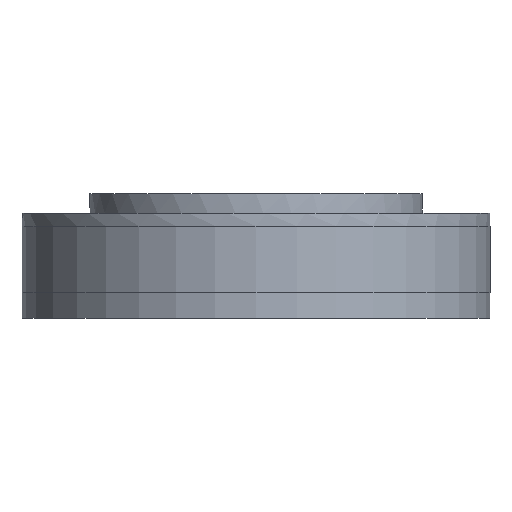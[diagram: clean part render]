
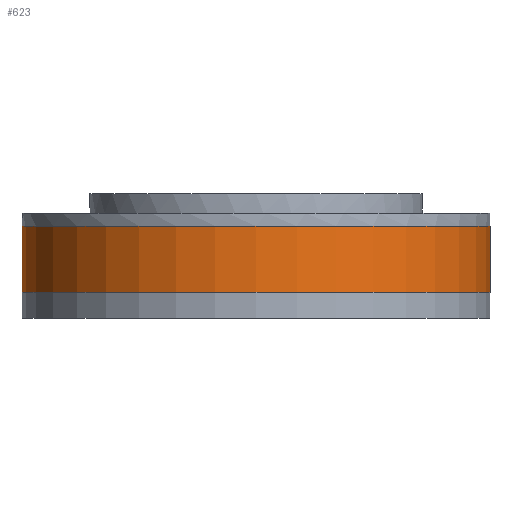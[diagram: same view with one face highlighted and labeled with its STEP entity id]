
A CAD part, front view. The second image highlights one B-rep face of the part: STEP entity #623.
In plain terms, the highlighted cylindrical face has radius 9 mm (diameter 18 mm), a full revolution.
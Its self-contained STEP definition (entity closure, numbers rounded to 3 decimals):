
#121=CYLINDRICAL_SURFACE('',#699,9.);
#156=CIRCLE('',#700,9.);
#157=CIRCLE('',#701,9.);
#206=VERTEX_POINT('',#1063);
#207=VERTEX_POINT('',#1065);
#304=EDGE_CURVE('',#206,#206,#156,.T.);
#305=EDGE_CURVE('',#207,#207,#157,.T.);
#416=ORIENTED_EDGE('',*,*,#304,.T.);
#417=ORIENTED_EDGE('',*,*,#305,.T.);
#496=EDGE_LOOP('',(#416));
#497=EDGE_LOOP('',(#417));
#576=FACE_BOUND('',#496,.T.);
#577=FACE_BOUND('',#497,.T.);
#623=ADVANCED_FACE('',(#576,#577),#121,.T.);
#699=AXIS2_PLACEMENT_3D('',#1061,#845,#846);
#700=AXIS2_PLACEMENT_3D('',#1062,#847,#848);
#701=AXIS2_PLACEMENT_3D('',#1064,#849,#850);
#845=DIRECTION('',(0.,0.,1.));
#846=DIRECTION('',(9.,0.,0.));
#847=DIRECTION('',(0.,0.,-1.));
#848=DIRECTION('',(9.,0.,0.));
#849=DIRECTION('',(0.,0.,1.));
#850=DIRECTION('',(9.,0.,0.));
#1061=CARTESIAN_POINT('',(0.,0.,0.));
#1062=CARTESIAN_POINT('',(0.,0.,2.55));
#1063=CARTESIAN_POINT('',(9.,0.,2.55));
#1064=CARTESIAN_POINT('',(0.,0.,0.));
#1065=CARTESIAN_POINT('',(9.,0.,0.));
